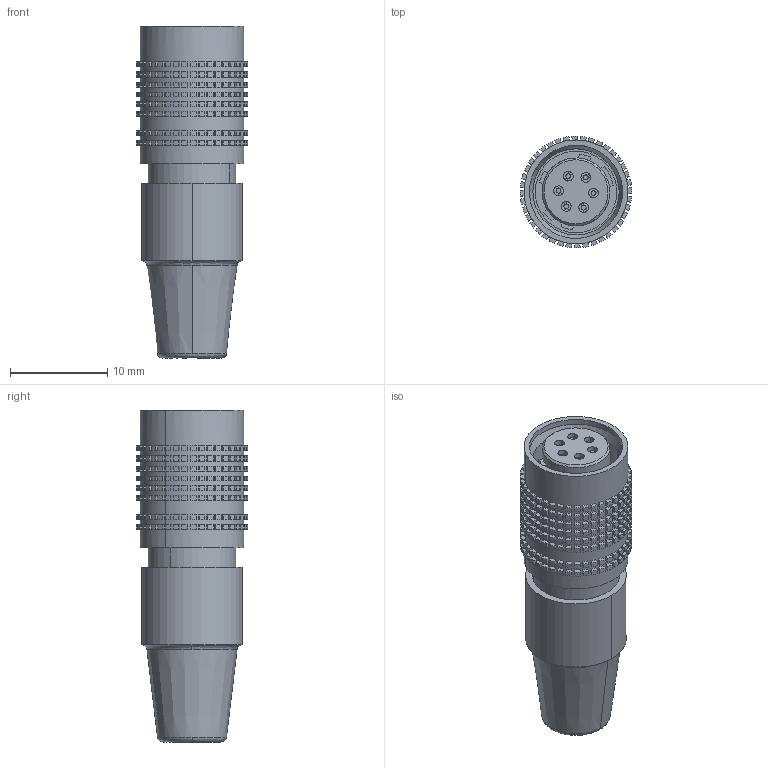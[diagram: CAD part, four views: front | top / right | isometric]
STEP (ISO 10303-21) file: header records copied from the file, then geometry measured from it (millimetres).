
FILE_DESCRIPTION (( 'STEP AP203' ), '1' );
FILE_NAME ('FAPFAP03-06P101WS00.STEP', '2025-11-18T03:03:32', ( '' ), ( '' ), 'SwSTEP 2.0', 'SolidWorks 2021', '' );
FILE_SCHEMA (( 'CONFIG_CONTROL_DESIGN' ));
Length unit declared in the file: millimetre
Products named in the file (1): FAPFAP03-06P101WS00
Bounding box: 11.5 x 11.5 x 34.2 mm (x, y, z)
Volume: 2514.9 mm3; surface area: 1880.5 mm2
Topology: 1 solids, 1 shells, 1756 faces, 4249 edges, 2829 vertices
Faces by surface type: plane 1361, cylinder 363, bspline 26, cone 6
Entity records: 52777 total; most frequent: CARTESIAN_POINT 10175, DIRECTION 9112, ORIENTED_EDGE 8498, EDGE_CURVE 4249, AXIS2_PLACEMENT_3D 3184, VERTEX_POINT 2829, VECTOR 2744, LINE 2744
